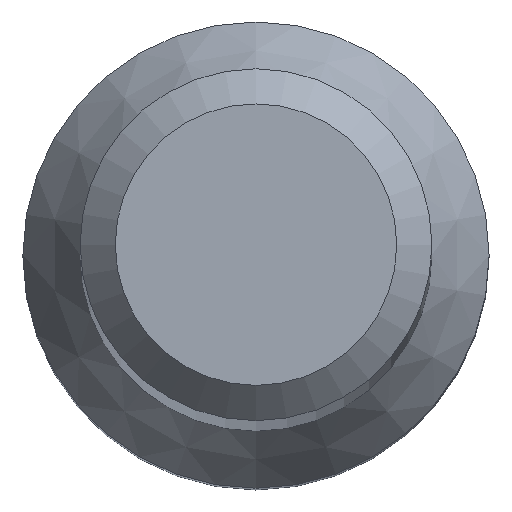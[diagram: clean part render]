
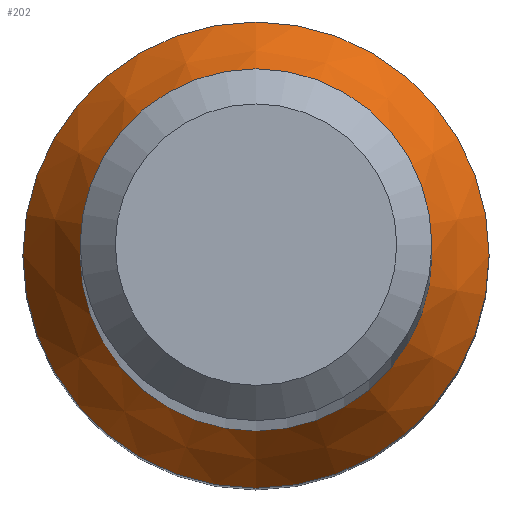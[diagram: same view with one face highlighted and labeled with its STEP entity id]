
A CAD part, top view. The second image highlights one B-rep face of the part: STEP entity #202.
In plain terms, the highlighted conical face has half-angle 30 degrees and reference radius 2.65 mm.
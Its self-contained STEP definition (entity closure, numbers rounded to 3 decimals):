
#9 = DIRECTION ( 'NONE',  ( 0., 0., -1. ) ) ;
#15 = CARTESIAN_POINT ( 'NONE',  ( 0., 0., 13.126 ) ) ;
#20 = EDGE_CURVE ( 'NONE', #55, #55, #196, .T. ) ;
#33 = AXIS2_PLACEMENT_3D ( 'NONE', #208, #49, #235 ) ;
#38 = ORIENTED_EDGE ( 'NONE', *, *, #230, .T. ) ;
#40 = EDGE_LOOP ( 'NONE', ( #211 ) ) ;
#42 = EDGE_LOOP ( 'NONE', ( #38 ) ) ;
#49 = DIRECTION ( 'NONE',  ( 0., 0., -1. ) ) ;
#55 = VERTEX_POINT ( 'NONE', #168 ) ;
#59 = AXIS2_PLACEMENT_3D ( 'NONE', #15, #109, #238 ) ;
#72 = DIRECTION ( 'NONE',  ( 0., 1., 0. ) ) ;
#92 = CONICAL_SURFACE ( 'NONE', #164, 2.65, 0.524 ) ;
#109 = DIRECTION ( 'NONE',  ( 0., 0., -1. ) ) ;
#128 = CIRCLE ( 'NONE', #59, 2. ) ;
#163 = FACE_OUTER_BOUND ( 'NONE', #40, .T. ) ;
#164 = AXIS2_PLACEMENT_3D ( 'NONE', #236, #9, #72 ) ;
#165 = VERTEX_POINT ( 'NONE', #181 ) ;
#168 = CARTESIAN_POINT ( 'NONE',  ( 0., 2.65, 12. ) ) ;
#181 = CARTESIAN_POINT ( 'NONE',  ( 0., 2., 13.126 ) ) ;
#196 = CIRCLE ( 'NONE', #33, 2.65 ) ;
#202 = ADVANCED_FACE ( 'NONE', ( #218, #163 ), #92, .T. ) ;
#208 = CARTESIAN_POINT ( 'NONE',  ( 0., 0., 12. ) ) ;
#211 = ORIENTED_EDGE ( 'NONE', *, *, #20, .F. ) ;
#218 = FACE_BOUND ( 'NONE', #42, .T. ) ;
#230 = EDGE_CURVE ( 'NONE', #165, #165, #128, .T. ) ;
#235 = DIRECTION ( 'NONE',  ( 0., 1., 0. ) ) ;
#236 = CARTESIAN_POINT ( 'NONE',  ( 0., 0., 12. ) ) ;
#238 = DIRECTION ( 'NONE',  ( 0., 1., 0. ) ) ;
